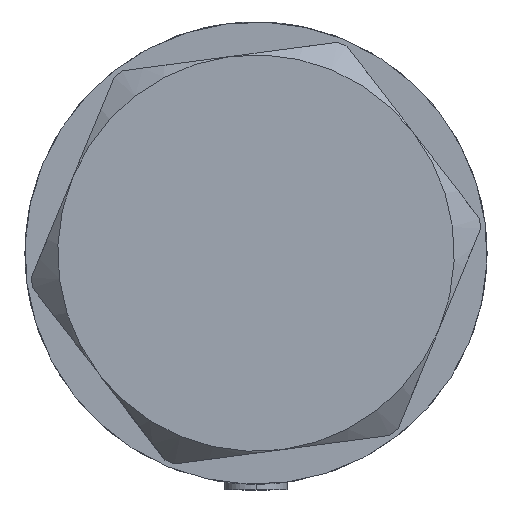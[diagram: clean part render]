
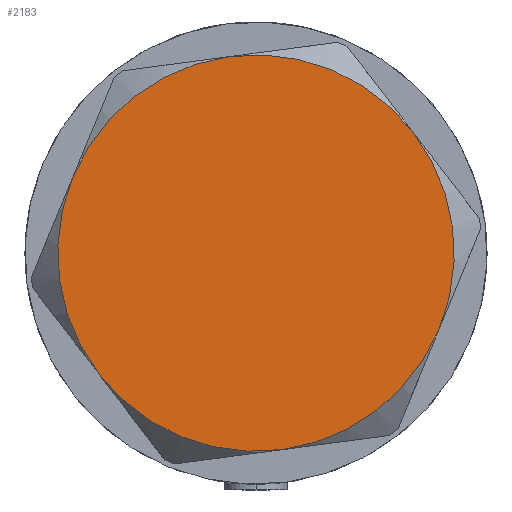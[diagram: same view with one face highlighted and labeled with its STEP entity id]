
A CAD part, left-side view. The second image highlights one B-rep face of the part: STEP entity #2183.
In plain terms, the highlighted face is planar.
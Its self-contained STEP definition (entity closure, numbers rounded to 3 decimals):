
#11 = AXIS2_PLACEMENT_3D ( 'NONE', #2532, #4033, #183 ) ;
#25 = CARTESIAN_POINT ( 'NONE',  ( 18.875, -32.692, 13. ) ) ;
#99 = CIRCLE ( 'NONE', #1602, 37.75 ) ;
#183 = DIRECTION ( 'NONE',  ( 1., 0., 0. ) ) ;
#339 = AXIS2_PLACEMENT_3D ( 'NONE', #3136, #2466, #1710 ) ;
#383 = VERTEX_POINT ( 'NONE', #3318 ) ;
#468 = VERTEX_POINT ( 'NONE', #4087 ) ;
#740 = VERTEX_POINT ( 'NONE', #2435 ) ;
#758 = EDGE_CURVE ( 'NONE', #740, #2126, #4105, .T. ) ;
#764 = EDGE_CURVE ( 'NONE', #383, #740, #2151, .T. ) ;
#857 = DIRECTION ( 'NONE',  ( 0., 0., 1. ) ) ;
#925 = CARTESIAN_POINT ( 'NONE',  ( -37.75, 0., 13. ) ) ;
#1044 = ORIENTED_EDGE ( 'NONE', *, *, #3912, .T. ) ;
#1310 = CARTESIAN_POINT ( 'NONE',  ( 0., 0., 13. ) ) ;
#1311 = DIRECTION ( 'NONE',  ( 1., 0., 0. ) ) ;
#1320 = FACE_OUTER_BOUND ( 'NONE', #4559, .T. ) ;
#1341 = PLANE ( 'NONE',  #339 ) ;
#1602 = AXIS2_PLACEMENT_3D ( 'NONE', #2523, #4726, #2116 ) ;
#1710 = DIRECTION ( 'NONE',  ( 1., 0., 0. ) ) ;
#1821 = ORIENTED_EDGE ( 'NONE', *, *, #4601, .T. ) ;
#1940 = EDGE_CURVE ( 'NONE', #2126, #468, #3009, .T. ) ;
#1978 = ORIENTED_EDGE ( 'NONE', *, *, #1940, .T. ) ;
#2000 = DIRECTION ( 'NONE',  ( 0., 0., 1. ) ) ;
#2054 = DIRECTION ( 'NONE',  ( 1., 0., 0. ) ) ;
#2116 = DIRECTION ( 'NONE',  ( 1., 0., 0. ) ) ;
#2126 = VERTEX_POINT ( 'NONE', #925 ) ;
#2151 = CIRCLE ( 'NONE', #11, 37.75 ) ;
#2183 = ADVANCED_FACE ( 'NONE', ( #1320 ), #1341, .T. ) ;
#2383 = CARTESIAN_POINT ( 'NONE',  ( 0., 0., 13. ) ) ;
#2435 = CARTESIAN_POINT ( 'NONE',  ( -18.875, 32.692, 13. ) ) ;
#2466 = DIRECTION ( 'NONE',  ( 0., 0., 1. ) ) ;
#2523 = CARTESIAN_POINT ( 'NONE',  ( 0., 0., 13. ) ) ;
#2532 = CARTESIAN_POINT ( 'NONE',  ( 0., 0., 13. ) ) ;
#2825 = DIRECTION ( 'NONE',  ( 1., 0., 0. ) ) ;
#2830 = VERTEX_POINT ( 'NONE', #4692 ) ;
#3009 = CIRCLE ( 'NONE', #3091, 37.75 ) ;
#3091 = AXIS2_PLACEMENT_3D ( 'NONE', #3516, #4229, #1311 ) ;
#3092 = CARTESIAN_POINT ( 'NONE',  ( 0., 0., 13. ) ) ;
#3136 = CARTESIAN_POINT ( 'NONE',  ( 0., 0., 13. ) ) ;
#3318 = CARTESIAN_POINT ( 'NONE',  ( 18.875, 32.692, 13. ) ) ;
#3516 = CARTESIAN_POINT ( 'NONE',  ( 0., 0., 13. ) ) ;
#3560 = DIRECTION ( 'NONE',  ( 0., 0., 1. ) ) ;
#3639 = AXIS2_PLACEMENT_3D ( 'NONE', #1310, #3560, #2054 ) ;
#3773 = EDGE_CURVE ( 'NONE', #4209, #2830, #99, .T. ) ;
#3906 = DIRECTION ( 'NONE',  ( 1., 0., 0. ) ) ;
#3912 = EDGE_CURVE ( 'NONE', #2830, #383, #4502, .T. ) ;
#3986 = ORIENTED_EDGE ( 'NONE', *, *, #764, .T. ) ;
#4033 = DIRECTION ( 'NONE',  ( 0., 0., 1. ) ) ;
#4087 = CARTESIAN_POINT ( 'NONE',  ( -18.875, -32.692, 13. ) ) ;
#4105 = CIRCLE ( 'NONE', #3639, 37.75 ) ;
#4205 = AXIS2_PLACEMENT_3D ( 'NONE', #3092, #857, #2825 ) ;
#4209 = VERTEX_POINT ( 'NONE', #25 ) ;
#4229 = DIRECTION ( 'NONE',  ( 0., 0., 1. ) ) ;
#4281 = AXIS2_PLACEMENT_3D ( 'NONE', #2383, #2000, #3906 ) ;
#4302 = ORIENTED_EDGE ( 'NONE', *, *, #758, .T. ) ;
#4502 = CIRCLE ( 'NONE', #4281, 37.75 ) ;
#4525 = ORIENTED_EDGE ( 'NONE', *, *, #3773, .T. ) ;
#4559 = EDGE_LOOP ( 'NONE', ( #4525, #1044, #3986, #4302, #1978, #1821 ) ) ;
#4585 = CIRCLE ( 'NONE', #4205, 37.75 ) ;
#4601 = EDGE_CURVE ( 'NONE', #468, #4209, #4585, .T. ) ;
#4692 = CARTESIAN_POINT ( 'NONE',  ( 37.75, 0., 13. ) ) ;
#4726 = DIRECTION ( 'NONE',  ( 0., 0., 1. ) ) ;
